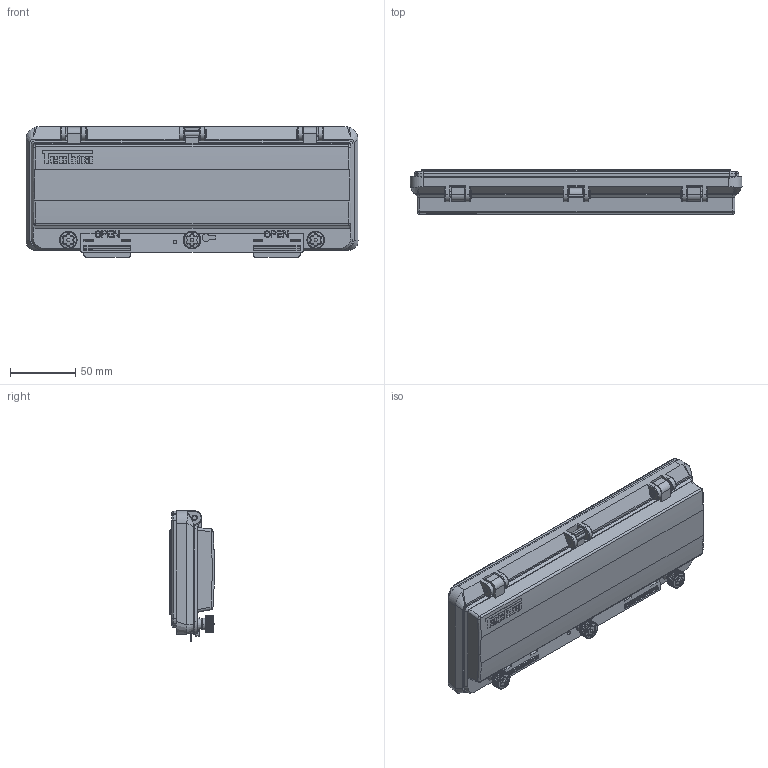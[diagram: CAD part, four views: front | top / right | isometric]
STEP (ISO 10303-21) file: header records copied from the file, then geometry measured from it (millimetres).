
FILE_DESCRIPTION (( 'STEP AP214' ), '1' );
FILE_NAME ('WinTec13.STEP', '2023-04-05T09:01:02', ( '' ), ( '' ), 'SwSTEP 2.0', 'SolidWorks 2023', '' );
FILE_SCHEMA (( 'AUTOMOTIVE_DESIGN' ));
Length unit declared in the file: millimetre
Products named in the file (6): WinTec13; WINtec13-LUOSHUAN_2; WINtec13-13A-1_1; WINtec13-XIAODING_1; WINtec13-JIAOTIAO-13A_1; WINtec13-13A-2_1
Assembly tree (9 placements, depth 2):
  WinTec13
    WINtec13-13A-2_1
    WINtec13-13A-1_1
    WINtec13-JIAOTIAO-13A_1
    WINtec13-LUOSHUAN_2  x3
    WINtec13-XIAODING_1  x3
Bounding box: 255 x 34 x 100.35 mm (x, y, z)
Volume: 167528.1 mm3; surface area: 154596 mm2
Topology: 9 solids, 9 shells, 2374 faces, 6207 edges, 3892 vertices
Faces by surface type: plane 766, bspline 612, cone 499, cylinder 497
Entity records: 62393 total; most frequent: CARTESIAN_POINT 26157, ORIENTED_EDGE 8538, DIRECTION 6070, EDGE_CURVE 4269, VERTEX_POINT 2738, LINE 2426, VECTOR 2426, AXIS2_PLACEMENT_3D 1822
